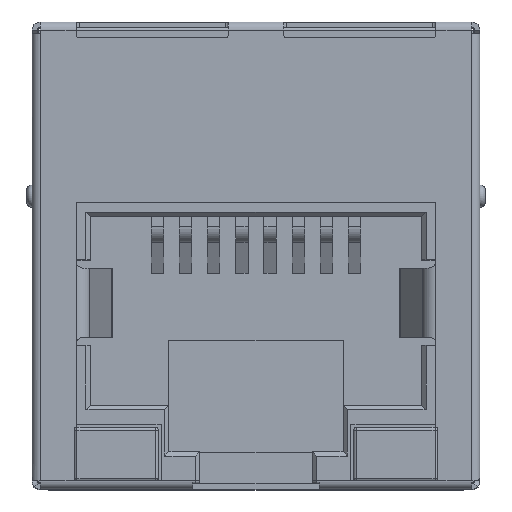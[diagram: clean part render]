
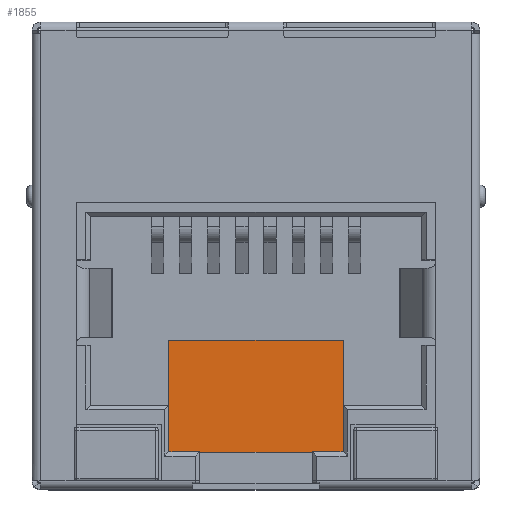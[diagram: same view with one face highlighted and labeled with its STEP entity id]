
A CAD part, top view. The second image highlights one B-rep face of the part: STEP entity #1855.
In plain terms, the highlighted planar face has unit normal (0, 0, 1).
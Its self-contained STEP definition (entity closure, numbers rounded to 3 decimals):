
#1855 = ADVANCED_FACE( '', ( #3865 ), #3866, .T. );
#3865 = FACE_OUTER_BOUND( '', #6084, .T. );
#3866 = PLANE( '', #6085 );
#6084 = EDGE_LOOP( '', ( #11670, #11671, #11672, #11673 ) );
#6085 = AXIS2_PLACEMENT_3D( '', #11674, #11675, #11676 );
#11670 = ORIENTED_EDGE( '', *, *, #15432, .F. );
#11671 = ORIENTED_EDGE( '', *, *, #13886, .T. );
#11672 = ORIENTED_EDGE( '', *, *, #13182, .T. );
#11673 = ORIENTED_EDGE( '', *, *, #15433, .F. );
#11674 = CARTESIAN_POINT( '', ( -3.15, -31.459, 6. ) );
#11675 = DIRECTION( '', ( 0., 0., 1. ) );
#11676 = DIRECTION( '', ( 0., -1., 0. ) );
#13182 = EDGE_CURVE( '', #15807, #15808, #15809, .T. );
#13886 = EDGE_CURVE( '', #17030, #15807, #17031, .T. );
#15432 = EDGE_CURVE( '', #17030, #19188, #19189, .T. );
#15433 = EDGE_CURVE( '', #19188, #15808, #19190, .T. );
#15807 = VERTEX_POINT( '', #19662 );
#15808 = VERTEX_POINT( '', #19663 );
#15809 = LINE( '', #19664, #19665 );
#17030 = VERTEX_POINT( '', #21422 );
#17031 = LINE( '', #21423, #21424 );
#19188 = VERTEX_POINT( '', #24911 );
#19189 = LINE( '', #24912, #24913 );
#19190 = LINE( '', #24914, #24915 );
#19662 = CARTESIAN_POINT( '', ( 3.15, -5.38, 6. ) );
#19663 = CARTESIAN_POINT( '', ( 3.15, -1.33, 6. ) );
#19664 = CARTESIAN_POINT( '', ( 3.15, -31.459, 6. ) );
#19665 = VECTOR( '', #25393, 1000. );
#21422 = CARTESIAN_POINT( '', ( -3.15, -5.38, 6. ) );
#21423 = CARTESIAN_POINT( '', ( -3.15, -5.38, 6. ) );
#21424 = VECTOR( '', #26136, 1000. );
#24911 = CARTESIAN_POINT( '', ( -3.15, -1.33, 6. ) );
#24912 = CARTESIAN_POINT( '', ( -3.15, -31.459, 6. ) );
#24913 = VECTOR( '', #27510, 1000. );
#24914 = CARTESIAN_POINT( '', ( -3.15, -1.33, 6. ) );
#24915 = VECTOR( '', #27511, 1000. );
#25393 = DIRECTION( '', ( 0., 1., 0. ) );
#26136 = DIRECTION( '', ( 1., 0., 0. ) );
#27510 = DIRECTION( '', ( 0., 1., 0. ) );
#27511 = DIRECTION( '', ( 1., 0., 0. ) );
